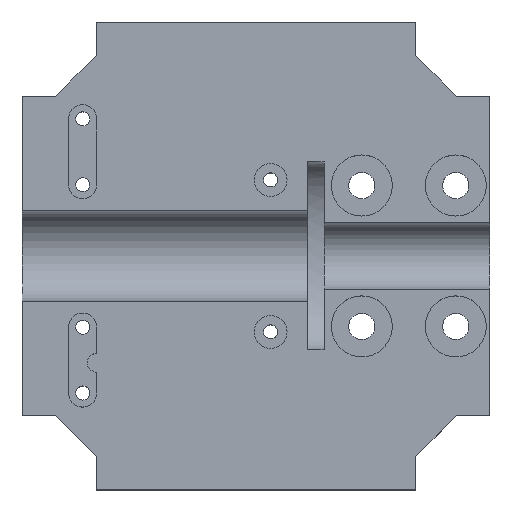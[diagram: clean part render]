
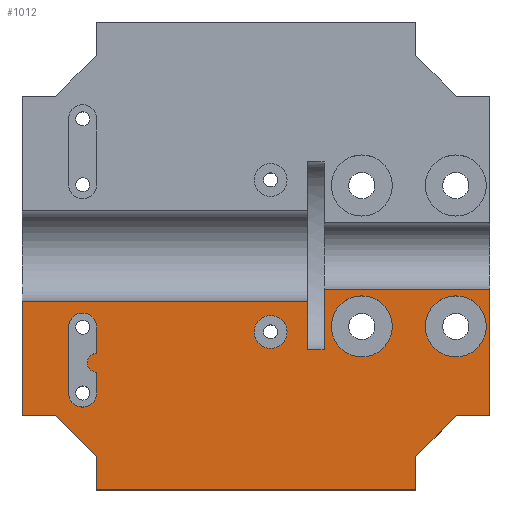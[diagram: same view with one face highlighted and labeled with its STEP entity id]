
A CAD part, top view. The second image highlights one B-rep face of the part: STEP entity #1012.
In plain terms, the highlighted planar face has unit normal (0, 0, 1).
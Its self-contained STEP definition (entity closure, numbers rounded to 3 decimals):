
#16=FACE_BOUND('',#142,.T.);
#17=FACE_BOUND('',#143,.T.);
#18=FACE_BOUND('',#144,.T.);
#19=FACE_BOUND('',#145,.T.);
#44=B_SPLINE_CURVE_WITH_KNOTS('',3,(#1531,#1532,#1533,#1534,#1535,#1536),
 .UNSPECIFIED.,.F.,.F.,(4,2,4),(0.,0.09,0.18),
 .UNSPECIFIED.);
#48=PLANE('',#1092);
#83=FACE_OUTER_BOUND('',#141,.T.);
#141=EDGE_LOOP('',(#704,#705,#706,#707,#708,#709,#710,#711,#712,#713,#714,
#715,#716,#717));
#142=EDGE_LOOP('',(#718));
#143=EDGE_LOOP('',(#719));
#144=EDGE_LOOP('',(#720));
#145=EDGE_LOOP('',(#721,#722,#723,#724,#725,#726));
#227=CIRCLE('',#1091,1.);
#228=CIRCLE('',#1093,3.25);
#229=CIRCLE('',#1094,3.25);
#230=CIRCLE('',#1095,1.75);
#231=CIRCLE('',#1096,1.5);
#232=CIRCLE('',#1097,1.5);
#274=LINE('',#1507,#368);
#275=LINE('',#1509,#369);
#276=LINE('',#1511,#370);
#277=LINE('',#1513,#371);
#278=LINE('',#1515,#372);
#279=LINE('',#1517,#373);
#280=LINE('',#1519,#374);
#281=LINE('',#1521,#375);
#282=LINE('',#1523,#376);
#283=LINE('',#1525,#377);
#284=LINE('',#1527,#378);
#285=LINE('',#1529,#379);
#286=LINE('',#1537,#380);
#287=LINE('',#1545,#381);
#288=LINE('',#1549,#382);
#289=LINE('',#1552,#383);
#368=VECTOR('',#1204,10.);
#369=VECTOR('',#1205,10.);
#370=VECTOR('',#1206,10.);
#371=VECTOR('',#1207,10.);
#372=VECTOR('',#1208,10.);
#373=VECTOR('',#1209,10.);
#374=VECTOR('',#1210,10.);
#375=VECTOR('',#1211,10.);
#376=VECTOR('',#1212,10.);
#377=VECTOR('',#1213,10.);
#378=VECTOR('',#1214,10.);
#379=VECTOR('',#1215,10.);
#380=VECTOR('',#1216,10.);
#381=VECTOR('',#1223,10.);
#382=VECTOR('',#1226,10.);
#383=VECTOR('',#1229,10.);
#461=VERTEX_POINT('',#1497);
#463=VERTEX_POINT('',#1501);
#464=VERTEX_POINT('',#1505);
#465=VERTEX_POINT('',#1506);
#466=VERTEX_POINT('',#1508);
#467=VERTEX_POINT('',#1510);
#468=VERTEX_POINT('',#1512);
#469=VERTEX_POINT('',#1514);
#470=VERTEX_POINT('',#1516);
#471=VERTEX_POINT('',#1518);
#472=VERTEX_POINT('',#1520);
#473=VERTEX_POINT('',#1522);
#474=VERTEX_POINT('',#1524);
#475=VERTEX_POINT('',#1526);
#476=VERTEX_POINT('',#1528);
#477=VERTEX_POINT('',#1530);
#478=VERTEX_POINT('',#1538);
#479=VERTEX_POINT('',#1540);
#480=VERTEX_POINT('',#1542);
#481=VERTEX_POINT('',#1544);
#482=VERTEX_POINT('',#1546);
#483=VERTEX_POINT('',#1548);
#484=VERTEX_POINT('',#1550);
#559=EDGE_CURVE('',#461,#463,#227,.T.);
#560=EDGE_CURVE('',#464,#465,#274,.T.);
#561=EDGE_CURVE('',#465,#466,#275,.T.);
#562=EDGE_CURVE('',#466,#467,#276,.T.);
#563=EDGE_CURVE('',#467,#468,#277,.T.);
#564=EDGE_CURVE('',#468,#469,#278,.T.);
#565=EDGE_CURVE('',#469,#470,#279,.T.);
#566=EDGE_CURVE('',#470,#471,#280,.T.);
#567=EDGE_CURVE('',#471,#472,#281,.T.);
#568=EDGE_CURVE('',#472,#473,#282,.T.);
#569=EDGE_CURVE('',#473,#474,#283,.T.);
#570=EDGE_CURVE('',#474,#475,#284,.T.);
#571=EDGE_CURVE('',#475,#476,#285,.T.);
#572=EDGE_CURVE('',#476,#477,#44,.T.);
#573=EDGE_CURVE('',#477,#464,#286,.T.);
#574=EDGE_CURVE('',#478,#478,#228,.T.);
#575=EDGE_CURVE('',#479,#479,#229,.T.);
#576=EDGE_CURVE('',#480,#480,#230,.T.);
#577=EDGE_CURVE('',#463,#481,#287,.T.);
#578=EDGE_CURVE('',#481,#482,#231,.T.);
#579=EDGE_CURVE('',#482,#483,#288,.T.);
#580=EDGE_CURVE('',#483,#484,#232,.T.);
#581=EDGE_CURVE('',#484,#461,#289,.T.);
#704=ORIENTED_EDGE('',*,*,#560,.T.);
#705=ORIENTED_EDGE('',*,*,#561,.T.);
#706=ORIENTED_EDGE('',*,*,#562,.T.);
#707=ORIENTED_EDGE('',*,*,#563,.T.);
#708=ORIENTED_EDGE('',*,*,#564,.T.);
#709=ORIENTED_EDGE('',*,*,#565,.T.);
#710=ORIENTED_EDGE('',*,*,#566,.T.);
#711=ORIENTED_EDGE('',*,*,#567,.T.);
#712=ORIENTED_EDGE('',*,*,#568,.T.);
#713=ORIENTED_EDGE('',*,*,#569,.T.);
#714=ORIENTED_EDGE('',*,*,#570,.T.);
#715=ORIENTED_EDGE('',*,*,#571,.T.);
#716=ORIENTED_EDGE('',*,*,#572,.T.);
#717=ORIENTED_EDGE('',*,*,#573,.T.);
#718=ORIENTED_EDGE('',*,*,#574,.T.);
#719=ORIENTED_EDGE('',*,*,#575,.T.);
#720=ORIENTED_EDGE('',*,*,#576,.T.);
#721=ORIENTED_EDGE('',*,*,#577,.T.);
#722=ORIENTED_EDGE('',*,*,#578,.T.);
#723=ORIENTED_EDGE('',*,*,#579,.T.);
#724=ORIENTED_EDGE('',*,*,#580,.T.);
#725=ORIENTED_EDGE('',*,*,#581,.T.);
#726=ORIENTED_EDGE('',*,*,#559,.T.);
#1012=ADVANCED_FACE('',(#83,#16,#17,#18,#19),#48,.F.);
#1091=AXIS2_PLACEMENT_3D('',#1503,#1200,#1201);
#1092=AXIS2_PLACEMENT_3D('',#1504,#1202,#1203);
#1093=AXIS2_PLACEMENT_3D('',#1539,#1217,#1218);
#1094=AXIS2_PLACEMENT_3D('',#1541,#1219,#1220);
#1095=AXIS2_PLACEMENT_3D('',#1543,#1221,#1222);
#1096=AXIS2_PLACEMENT_3D('',#1547,#1224,#1225);
#1097=AXIS2_PLACEMENT_3D('',#1551,#1227,#1228);
#1200=DIRECTION('center_axis',(0.,0.,
1.));
#1201=DIRECTION('ref_axis',(1.,0.,0.));
#1202=DIRECTION('center_axis',(0.,0.,
-1.));
#1203=DIRECTION('ref_axis',(-1.,0.,0.));
#1204=DIRECTION('',(-1.,0.,0.));
#1205=DIRECTION('',(0.,-1.,0.));
#1206=DIRECTION('',(1.,0.,0.));
#1207=DIRECTION('',(0.707,-0.707,0.));
#1208=DIRECTION('',(0.,-1.,0.));
#1209=DIRECTION('',(1.,0.,0.));
#1210=DIRECTION('',(0.,1.,0.));
#1211=DIRECTION('',(0.707,0.707,0.));
#1212=DIRECTION('',(1.,0.,0.));
#1213=DIRECTION('',(0.,1.,0.));
#1214=DIRECTION('',(-1.,0.,0.));
#1215=DIRECTION('',(0.,-1.,0.));
#1216=DIRECTION('',(0.,1.,0.));
#1217=DIRECTION('center_axis',(0.,0.,
-1.));
#1218=DIRECTION('ref_axis',(1.,0.,0.));
#1219=DIRECTION('center_axis',(0.,0.,
-1.));
#1220=DIRECTION('ref_axis',(1.,0.,0.));
#1221=DIRECTION('center_axis',(0.,0.,
-1.));
#1222=DIRECTION('ref_axis',(1.,0.,0.));
#1223=DIRECTION('',(0.,-1.,0.));
#1224=DIRECTION('center_axis',(0.,0.,
-1.));
#1225=DIRECTION('ref_axis',(1.,0.,0.));
#1226=DIRECTION('',(0.,1.,0.));
#1227=DIRECTION('center_axis',(0.,0.,
-1.));
#1228=DIRECTION('ref_axis',(1.,0.,0.));
#1229=DIRECTION('',(0.,-1.,0.));
#1497=CARTESIAN_POINT('',(-52.378,10.55,22.));
#1501=CARTESIAN_POINT('',(-52.378,8.55,22.));
#1503=CARTESIAN_POINT('Origin',(-52.378,9.55,22.));
#1504=CARTESIAN_POINT('Origin',(-58.501,20.93,22.));
#1505=CARTESIAN_POINT('',(-29.98,16.13,22.));
#1506=CARTESIAN_POINT('',(-60.33,16.13,22.));
#1507=CARTESIAN_POINT('',(-29.98,16.13,22.));
#1508=CARTESIAN_POINT('',(-60.33,3.93,22.));
#1509=CARTESIAN_POINT('',(-60.33,12.53,22.));
#1510=CARTESIAN_POINT('',(-56.755,3.93,22.));
#1511=CARTESIAN_POINT('',(-47.88,3.93,22.));
#1512=CARTESIAN_POINT('',(-52.389,-0.437,22.));
#1513=CARTESIAN_POINT('',(-55.674,2.849,22.));
#1514=CARTESIAN_POINT('',(-52.389,-3.97,22.));
#1515=CARTESIAN_POINT('',(-52.389,10.247,22.));
#1516=CARTESIAN_POINT('',(-18.43,-3.97,22.));
#1517=CARTESIAN_POINT('',(-27.03,-3.97,22.));
#1518=CARTESIAN_POINT('',(-18.43,-0.395,22.));
#1519=CARTESIAN_POINT('',(-18.43,8.48,22.));
#1520=CARTESIAN_POINT('',(-14.105,3.93,22.));
#1521=CARTESIAN_POINT('',(-17.349,0.686,22.));
#1522=CARTESIAN_POINT('',(-10.53,3.93,22.));
#1523=CARTESIAN_POINT('',(-24.767,3.93,22.));
#1524=CARTESIAN_POINT('',(-10.53,17.41,22.));
#1525=CARTESIAN_POINT('',(-10.53,29.33,22.));
#1526=CARTESIAN_POINT('',(-28.18,17.41,22.));
#1527=CARTESIAN_POINT('',(-10.53,17.41,22.));
#1528=CARTESIAN_POINT('',(-28.18,10.93,22.));
#1529=CARTESIAN_POINT('',(-28.18,20.93,22.));
#1530=CARTESIAN_POINT('',(-29.98,10.93,22.));
#1531=CARTESIAN_POINT('Ctrl Pts',(-28.18,10.93,22.));
#1532=CARTESIAN_POINT('Ctrl Pts',(-28.48,10.93,22.));
#1533=CARTESIAN_POINT('Ctrl Pts',(-28.78,10.93,22.));
#1534=CARTESIAN_POINT('Ctrl Pts',(-29.38,10.93,22.));
#1535=CARTESIAN_POINT('Ctrl Pts',(-29.68,10.93,22.));
#1536=CARTESIAN_POINT('Ctrl Pts',(-29.98,10.93,22.));
#1537=CARTESIAN_POINT('',(-29.98,20.93,22.));
#1538=CARTESIAN_POINT('',(-17.418,13.43,22.));
#1539=CARTESIAN_POINT('Origin',(-14.168,13.43,22.));
#1540=CARTESIAN_POINT('',(-27.418,13.43,22.));
#1541=CARTESIAN_POINT('Origin',(-24.168,13.43,22.));
#1542=CARTESIAN_POINT('',(-35.628,12.842,22.));
#1543=CARTESIAN_POINT('Origin',(-33.878,12.842,22.));
#1544=CARTESIAN_POINT('',(-52.378,6.342,22.));
#1545=CARTESIAN_POINT('',(-52.378,13.636,22.));
#1546=CARTESIAN_POINT('',(-55.378,6.342,22.));
#1547=CARTESIAN_POINT('Origin',(-53.878,6.342,22.));
#1548=CARTESIAN_POINT('',(-55.378,13.342,22.));
#1549=CARTESIAN_POINT('',(-55.378,17.136,22.));
#1550=CARTESIAN_POINT('',(-52.378,13.342,22.));
#1551=CARTESIAN_POINT('Origin',(-53.878,13.342,22.));
#1552=CARTESIAN_POINT('',(-52.378,13.636,22.));
